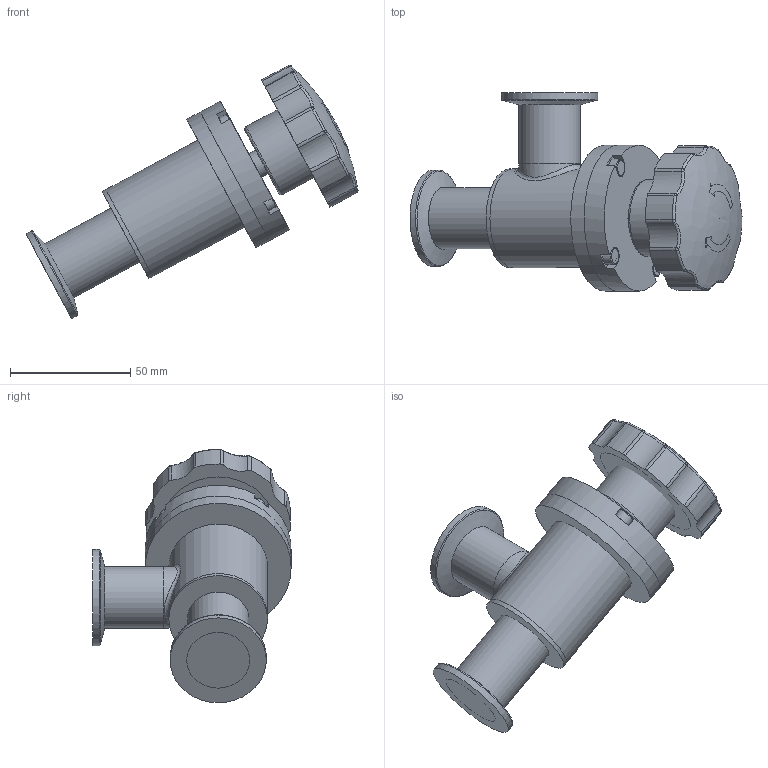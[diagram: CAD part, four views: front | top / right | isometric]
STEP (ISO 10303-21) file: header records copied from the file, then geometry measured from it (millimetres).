
FILE_DESCRIPTION (( 'STEP AP214' ), '1' );
FILE_NAME ('FULLVAC VAMS1KF25.STEP', '2019-06-26T13:08:31', ( '' ), ( '' ), 'SwSTEP 2.0', 'SolidWorks 2017', '' );
FILE_SCHEMA (( 'AUTOMOTIVE_DESIGN' ));
Length unit declared in the file: millimetre
Products named in the file (1): FULLVAC VAMS1KF25
Bounding box: 137.92 x 82.39 x 105.29 mm (x, y, z)
Surface area: 50157.1 mm2 (no closed solid volume)
Topology: 0 solids, 26 shells, 131 faces, 328 edges, 214 vertices
Faces by surface type: cylinder 53, bspline 43, plane 31, cone 4
Full cylindrical faces by diameter (mm): 7 x4, 11 x1, 25.4 x3, 25.5 x1, 25.7 x1, 26.2 x1, 32 x1, 40 x2, 41 x2, 41.1 x1, 47.7 x1, 60.64 x2
Entity records: 5277 total; most frequent: CARTESIAN_POINT 2513, DIRECTION 541, ORIENTED_EDGE 504, EDGE_CURVE 282, AXIS2_PLACEMENT_3D 236, VERTEX_POINT 201, EDGE_LOOP 163, FACE_OUTER_BOUND 159
